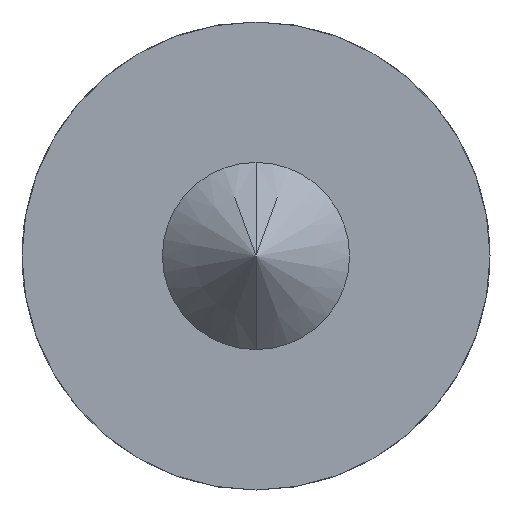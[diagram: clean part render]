
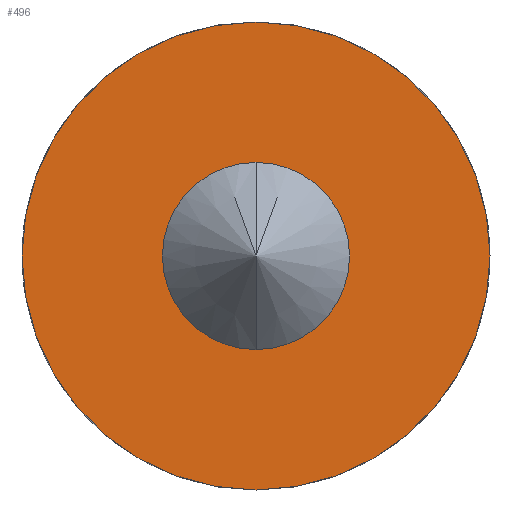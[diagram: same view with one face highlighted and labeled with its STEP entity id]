
A CAD part, front view. The second image highlights one B-rep face of the part: STEP entity #496.
In plain terms, the highlighted planar face has unit normal (0, -1, 0).
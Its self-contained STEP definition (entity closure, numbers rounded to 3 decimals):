
#12 = AXIS2_PLACEMENT_3D ( 'NONE', #409, #408, #407 ) ;
#21 = AXIS2_PLACEMENT_3D ( 'NONE', #391, #388, #384 ) ;
#27 = AXIS2_PLACEMENT_3D ( 'NONE', #348, #347, #345 ) ;
#38 = AXIS2_PLACEMENT_3D ( 'NONE', #386, #383, #381 ) ;
#39 = AXIS2_PLACEMENT_3D ( 'NONE', #430, #393, #377 ) ;
#49 = CIRCLE ( 'NONE', #38, 2. ) ;
#68 = CIRCLE ( 'NONE', #12, 2. ) ;
#77 = CIRCLE ( 'NONE', #39, 7.5 ) ;
#83 = CIRCLE ( 'NONE', #21, 7.5 ) ;
#115 = EDGE_LOOP ( 'NONE', ( #236, #238 ) ) ;
#128 = FACE_OUTER_BOUND ( 'NONE', #115, .T. ) ;
#129 = FACE_BOUND ( 'NONE', #249, .T. ) ;
#157 = VERTEX_POINT ( 'NONE', #448 ) ;
#158 = VERTEX_POINT ( 'NONE', #447 ) ;
#162 = VERTEX_POINT ( 'NONE', #443 ) ;
#167 = VERTEX_POINT ( 'NONE', #438 ) ;
#235 = ORIENTED_EDGE ( 'NONE', *, *, #469, .T. ) ;
#236 = ORIENTED_EDGE ( 'NONE', *, *, #472, .F. ) ;
#237 = ORIENTED_EDGE ( 'NONE', *, *, #489, .T. ) ;
#238 = ORIENTED_EDGE ( 'NONE', *, *, #461, .F. ) ;
#249 = EDGE_LOOP ( 'NONE', ( #235, #237 ) ) ;
#345 = DIRECTION ( 'NONE',  ( 0., 0., -1. ) ) ;
#347 = DIRECTION ( 'NONE',  ( 0., -1., 0. ) ) ;
#348 = CARTESIAN_POINT ( 'NONE',  ( 0., 0., 2. ) ) ;
#349 = PLANE ( 'NONE',  #27 ) ;
#377 = DIRECTION ( 'NONE',  ( 0., 0., 1. ) ) ;
#381 = DIRECTION ( 'NONE',  ( 0., 0., 1. ) ) ;
#383 = DIRECTION ( 'NONE',  ( 0., 1., 0. ) ) ;
#384 = DIRECTION ( 'NONE',  ( 0., 0., 1. ) ) ;
#386 = CARTESIAN_POINT ( 'NONE',  ( 0., 0., 0. ) ) ;
#388 = DIRECTION ( 'NONE',  ( 0., 1., 0. ) ) ;
#391 = CARTESIAN_POINT ( 'NONE',  ( 0., 0., 0. ) ) ;
#393 = DIRECTION ( 'NONE',  ( 0., 1., 0. ) ) ;
#407 = DIRECTION ( 'NONE',  ( 0., 0., 1. ) ) ;
#408 = DIRECTION ( 'NONE',  ( 0., 1., 0. ) ) ;
#409 = CARTESIAN_POINT ( 'NONE',  ( 0., 0., 0. ) ) ;
#430 = CARTESIAN_POINT ( 'NONE',  ( 0., 0., 0. ) ) ;
#438 = CARTESIAN_POINT ( 'NONE',  ( 0., 0., -7.5 ) ) ;
#443 = CARTESIAN_POINT ( 'NONE',  ( 0., 0., -2. ) ) ;
#447 = CARTESIAN_POINT ( 'NONE',  ( 0., 0., 7.5 ) ) ;
#448 = CARTESIAN_POINT ( 'NONE',  ( 0., 0., 2. ) ) ;
#461 = EDGE_CURVE ( 'NONE', #167, #158, #77, .T. ) ;
#469 = EDGE_CURVE ( 'NONE', #157, #162, #68, .T. ) ;
#472 = EDGE_CURVE ( 'NONE', #158, #167, #83, .T. ) ;
#489 = EDGE_CURVE ( 'NONE', #162, #157, #49, .T. ) ;
#496 = ADVANCED_FACE ( 'NONE', ( #129, #128 ), #349, .T. ) ;
